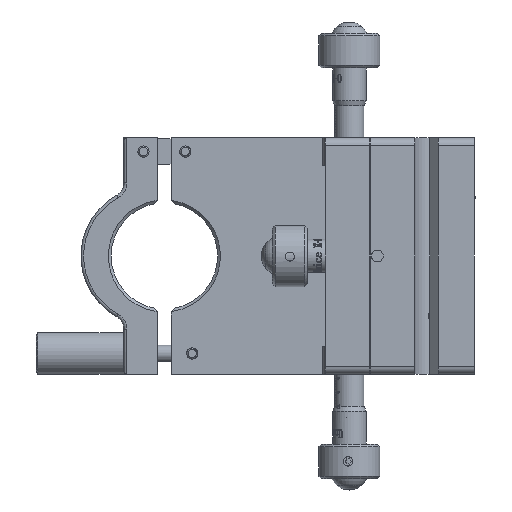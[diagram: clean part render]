
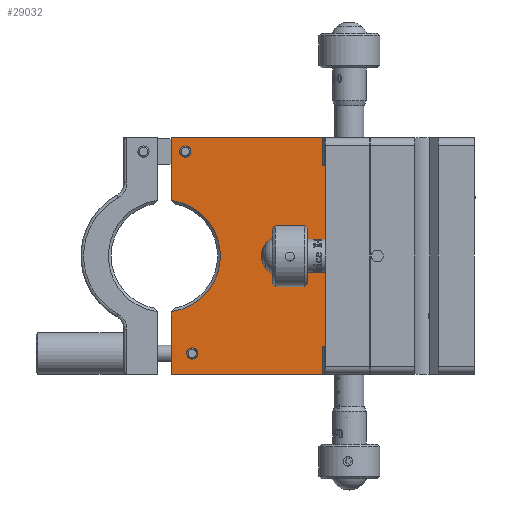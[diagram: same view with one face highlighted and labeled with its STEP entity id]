
A CAD part, left-side view. The second image highlights one B-rep face of the part: STEP entity #29032.
In plain terms, the highlighted planar face has unit normal (-1, 0, 0).
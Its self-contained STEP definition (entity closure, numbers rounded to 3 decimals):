
#245 = CARTESIAN_POINT ( 'NONE',  ( -40.5, 95.8, 37.5 ) ) ;
#1285 = VECTOR ( 'NONE', #8304, 1000. ) ;
#1575 = DIRECTION ( 'NONE',  ( 0., 0., -1. ) ) ;
#1868 = LINE ( 'NONE', #9402, #5097 ) ;
#2099 = EDGE_CURVE ( 'NONE', #37933, #40115, #35653, .T. ) ;
#3140 = CARTESIAN_POINT ( 'NONE',  ( -40.5, 100.8, 96.769 ) ) ;
#5097 = VECTOR ( 'NONE', #35110, 1000. ) ;
#5424 = VERTEX_POINT ( 'NONE', #13451 ) ;
#6369 = ORIENTED_EDGE ( 'NONE', *, *, #38124, .T. ) ;
#6628 = CARTESIAN_POINT ( 'NONE',  ( -40.5, 100.8, -42.5 ) ) ;
#8304 = DIRECTION ( 'NONE',  ( 0., 0., 1. ) ) ;
#8913 = EDGE_CURVE ( 'NONE', #19469, #5424, #17392, .T. ) ;
#9402 = CARTESIAN_POINT ( 'NONE',  ( -40.5, 100.8, -20.098 ) ) ;
#9649 = CARTESIAN_POINT ( 'NONE',  ( -40.5, 100.8, -20.098 ) ) ;
#10537 = EDGE_CURVE ( 'NONE', #19469, #35750, #20037, .T. ) ;
#12139 = DIRECTION ( 'NONE',  ( 1., 0., 0. ) ) ;
#12158 = ORIENTED_EDGE ( 'NONE', *, *, #35244, .T. ) ;
#12501 = ORIENTED_EDGE ( 'NONE', *, *, #40325, .T. ) ;
#13451 = CARTESIAN_POINT ( 'NONE',  ( -40.5, 100.669, 19.927 ) ) ;
#14698 = VERTEX_POINT ( 'NONE', #14938 ) ;
#14738 = AXIS2_PLACEMENT_3D ( 'NONE', #45818, #12139, #26928 ) ;
#14767 = ORIENTED_EDGE ( 'NONE', *, *, #10537, .F. ) ;
#14938 = CARTESIAN_POINT ( 'NONE',  ( -40.5, 93.3, -37. ) ) ;
#15041 = DIRECTION ( 'NONE',  ( -1., 0., 0. ) ) ;
#15781 = EDGE_LOOP ( 'NONE', ( #23083 ) ) ;
#16316 = CARTESIAN_POINT ( 'NONE',  ( -40.5, 43.3, 42.5 ) ) ;
#16319 = CIRCLE ( 'NONE', #31783, 2. ) ;
#17344 = CARTESIAN_POINT ( 'NONE',  ( -40.5, 100.669, -19.927 ) ) ;
#17392 = LINE ( 'NONE', #24440, #27113 ) ;
#17663 = ORIENTED_EDGE ( 'NONE', *, *, #8913, .T. ) ;
#17698 = DIRECTION ( 'NONE',  ( 0., 0., 1. ) ) ;
#19463 = LINE ( 'NONE', #37166, #1285 ) ;
#19469 = VERTEX_POINT ( 'NONE', #35818 ) ;
#19508 = EDGE_LOOP ( 'NONE', ( #14767, #17663, #12501, #41808, #29210, #39999, #12158, #6369 ) ) ;
#19774 = CARTESIAN_POINT ( 'NONE',  ( -40.5, 143.3, 42.5 ) ) ;
#20037 = LINE ( 'NONE', #23450, #20227 ) ;
#20227 = VECTOR ( 'NONE', #38706, 1000. ) ;
#20439 = CARTESIAN_POINT ( 'NONE',  ( -40.5, 43.3, -42.5 ) ) ;
#20462 = EDGE_CURVE ( 'NONE', #37933, #30444, #25084, .T. ) ;
#23083 = ORIENTED_EDGE ( 'NONE', *, *, #39662, .T. ) ;
#23107 = DIRECTION ( 'NONE',  ( 0., 1., 0. ) ) ;
#23192 = CARTESIAN_POINT ( 'NONE',  ( -40.5, 103.3, 0. ) ) ;
#23450 = CARTESIAN_POINT ( 'NONE',  ( -40.5, 100.8, 96.769 ) ) ;
#23955 = VERTEX_POINT ( 'NONE', #38730 ) ;
#24110 = AXIS2_PLACEMENT_3D ( 'NONE', #23192, #33625, #29748 ) ;
#24384 = VECTOR ( 'NONE', #36467, 1000. ) ;
#24440 = CARTESIAN_POINT ( 'NONE',  ( -40.5, 100.8, 20.098 ) ) ;
#25084 = LINE ( 'NONE', #43248, #24384 ) ;
#26022 = VECTOR ( 'NONE', #17698, 1000. ) ;
#26264 = LINE ( 'NONE', #16316, #31607 ) ;
#26928 = DIRECTION ( 'NONE',  ( 0., 0., -1. ) ) ;
#27113 = VECTOR ( 'NONE', #39215, 1000. ) ;
#27491 = ORIENTED_EDGE ( 'NONE', *, *, #32491, .F. ) ;
#29032 = ADVANCED_FACE ( 'NONE', ( #30442, #34809, #45215 ), #44976, .F. ) ;
#29210 = ORIENTED_EDGE ( 'NONE', *, *, #2099, .F. ) ;
#29730 = CARTESIAN_POINT ( 'NONE',  ( -40.5, 100.8, 42.5 ) ) ;
#29748 = DIRECTION ( 'NONE',  ( 0., 0., -1. ) ) ;
#30442 = FACE_BOUND ( 'NONE', #15781, .T. ) ;
#30444 = VERTEX_POINT ( 'NONE', #20439 ) ;
#31042 = CIRCLE ( 'NONE', #24110, 20.1 ) ;
#31607 = VECTOR ( 'NONE', #23107, 1000. ) ;
#31783 = AXIS2_PLACEMENT_3D ( 'NONE', #245, #15041, #44596 ) ;
#32491 = EDGE_CURVE ( 'NONE', #23955, #23955, #16319, .T. ) ;
#33625 = DIRECTION ( 'NONE',  ( 1., 0., 0. ) ) ;
#33634 = VERTEX_POINT ( 'NONE', #45808 ) ;
#33844 = DIRECTION ( 'NONE',  ( 1., 0., 0. ) ) ;
#34070 = EDGE_CURVE ( 'NONE', #40548, #40115, #1868, .T. ) ;
#34809 = FACE_BOUND ( 'NONE', #35274, .T. ) ;
#35110 = DIRECTION ( 'NONE',  ( 0., 0.608, -0.794 ) ) ;
#35244 = EDGE_CURVE ( 'NONE', #30444, #33634, #19463, .T. ) ;
#35274 = EDGE_LOOP ( 'NONE', ( #27491 ) ) ;
#35653 = LINE ( 'NONE', #3140, #26022 ) ;
#35750 = VERTEX_POINT ( 'NONE', #29730 ) ;
#35818 = CARTESIAN_POINT ( 'NONE',  ( -40.5, 100.8, 20.098 ) ) ;
#36467 = DIRECTION ( 'NONE',  ( 0., -1., 0. ) ) ;
#37166 = CARTESIAN_POINT ( 'NONE',  ( -40.5, 43.3, -42.5 ) ) ;
#37933 = VERTEX_POINT ( 'NONE', #6628 ) ;
#38124 = EDGE_CURVE ( 'NONE', #33634, #35750, #26264, .T. ) ;
#38706 = DIRECTION ( 'NONE',  ( 0., 0., 1. ) ) ;
#38730 = CARTESIAN_POINT ( 'NONE',  ( -40.5, 95.8, 39.5 ) ) ;
#39215 = DIRECTION ( 'NONE',  ( 0., -0.608, -0.794 ) ) ;
#39537 = AXIS2_PLACEMENT_3D ( 'NONE', #19774, #33844, #1575 ) ;
#39662 = EDGE_CURVE ( 'NONE', #14698, #14698, #44943, .T. ) ;
#39999 = ORIENTED_EDGE ( 'NONE', *, *, #20462, .T. ) ;
#40115 = VERTEX_POINT ( 'NONE', #9649 ) ;
#40325 = EDGE_CURVE ( 'NONE', #5424, #40548, #31042, .T. ) ;
#40548 = VERTEX_POINT ( 'NONE', #17344 ) ;
#41808 = ORIENTED_EDGE ( 'NONE', *, *, #34070, .T. ) ;
#43248 = CARTESIAN_POINT ( 'NONE',  ( -40.5, 43.3, -42.5 ) ) ;
#44596 = DIRECTION ( 'NONE',  ( 0., 0., 1. ) ) ;
#44943 = CIRCLE ( 'NONE', #14738, 2. ) ;
#44976 = PLANE ( 'NONE',  #39537 ) ;
#45215 = FACE_OUTER_BOUND ( 'NONE', #19508, .T. ) ;
#45808 = CARTESIAN_POINT ( 'NONE',  ( -40.5, 43.3, 42.5 ) ) ;
#45818 = CARTESIAN_POINT ( 'NONE',  ( -40.5, 93.3, -35. ) ) ;
